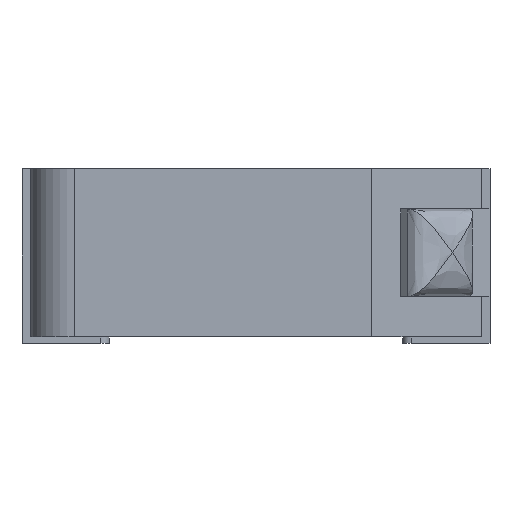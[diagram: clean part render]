
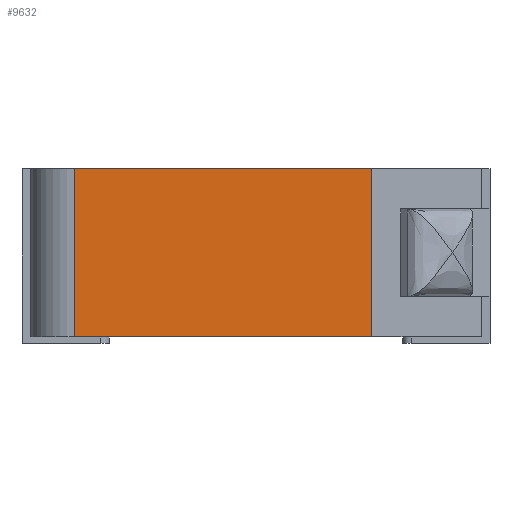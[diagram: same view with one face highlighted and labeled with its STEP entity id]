
A CAD part, front view. The second image highlights one B-rep face of the part: STEP entity #9632.
In plain terms, the highlighted planar face has unit normal (0, -1, 0).
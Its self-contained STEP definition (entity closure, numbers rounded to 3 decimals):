
#342 = VECTOR ( 'NONE', #12168, 1000. ) ;
#693 = LINE ( 'NONE', #23690, #20216 ) ;
#1165 = ORIENTED_EDGE ( 'NONE', *, *, #21199, .F. ) ;
#1334 = ORIENTED_EDGE ( 'NONE', *, *, #26816, .T. ) ;
#1705 = ORIENTED_EDGE ( 'NONE', *, *, #6853, .T. ) ;
#2324 = DIRECTION ( 'NONE',  ( 1., 0., 0. ) ) ;
#2325 = PLANE ( 'NONE',  #16242 ) ;
#3206 = VERTEX_POINT ( 'NONE', #6156 ) ;
#3237 = DIRECTION ( 'NONE',  ( 0., 0., 1. ) ) ;
#3434 = EDGE_CURVE ( 'NONE', #17363, #12756, #693, .T. ) ;
#5023 = VERTEX_POINT ( 'NONE', #6612 ) ;
#6156 = CARTESIAN_POINT ( 'NONE',  ( 2.65, -5., 3.85 ) ) ;
#6312 = ORIENTED_EDGE ( 'NONE', *, *, #3434, .T. ) ;
#6411 = FACE_OUTER_BOUND ( 'NONE', #22781, .T. ) ;
#6612 = CARTESIAN_POINT ( 'NONE',  ( -4.15, -5., 3.85 ) ) ;
#6853 = EDGE_CURVE ( 'NONE', #5023, #17363, #8053, .T. ) ;
#8053 = LINE ( 'NONE', #24885, #342 ) ;
#9002 = CARTESIAN_POINT ( 'NONE',  ( -5.15, -5., 3.85 ) ) ;
#9218 = VECTOR ( 'NONE', #2324, 1000. ) ;
#9632 = ADVANCED_FACE ( 'NONE', ( #6411 ), #2325, .F. ) ;
#12168 = DIRECTION ( 'NONE',  ( 0., 0., -1. ) ) ;
#12756 = VERTEX_POINT ( 'NONE', #21042 ) ;
#13649 = CARTESIAN_POINT ( 'NONE',  ( -4.15, -5., 0. ) ) ;
#16242 = AXIS2_PLACEMENT_3D ( 'NONE', #9002, #21334, #17361 ) ;
#17218 = LINE ( 'NONE', #25418, #9218 ) ;
#17361 = DIRECTION ( 'NONE',  ( 0., 0., 1. ) ) ;
#17363 = VERTEX_POINT ( 'NONE', #13649 ) ;
#18145 = LINE ( 'NONE', #22089, #24334 ) ;
#20216 = VECTOR ( 'NONE', #21621, 1000. ) ;
#21042 = CARTESIAN_POINT ( 'NONE',  ( 2.65, -5., 0. ) ) ;
#21199 = EDGE_CURVE ( 'NONE', #5023, #3206, #17218, .T. ) ;
#21334 = DIRECTION ( 'NONE',  ( 0., 1., 0. ) ) ;
#21621 = DIRECTION ( 'NONE',  ( 1., 0., 0. ) ) ;
#22089 = CARTESIAN_POINT ( 'NONE',  ( 2.65, -5., 3.85 ) ) ;
#22781 = EDGE_LOOP ( 'NONE', ( #6312, #1334, #1165, #1705 ) ) ;
#23690 = CARTESIAN_POINT ( 'NONE',  ( -5.15, -5., 0. ) ) ;
#24334 = VECTOR ( 'NONE', #3237, 1000. ) ;
#24885 = CARTESIAN_POINT ( 'NONE',  ( -4.15, -5., 3.85 ) ) ;
#25418 = CARTESIAN_POINT ( 'NONE',  ( -5.15, -5., 3.85 ) ) ;
#26816 = EDGE_CURVE ( 'NONE', #12756, #3206, #18145, .T. ) ;
